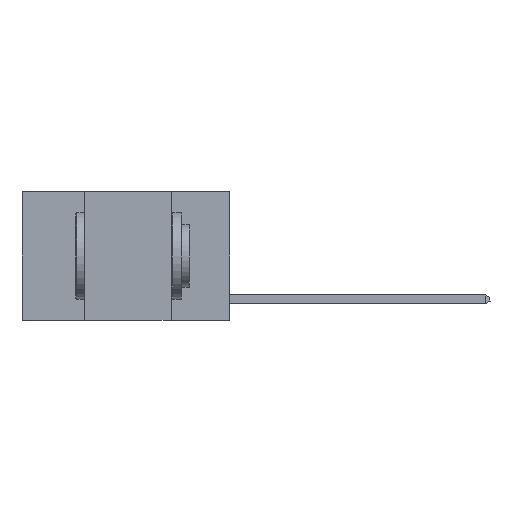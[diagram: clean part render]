
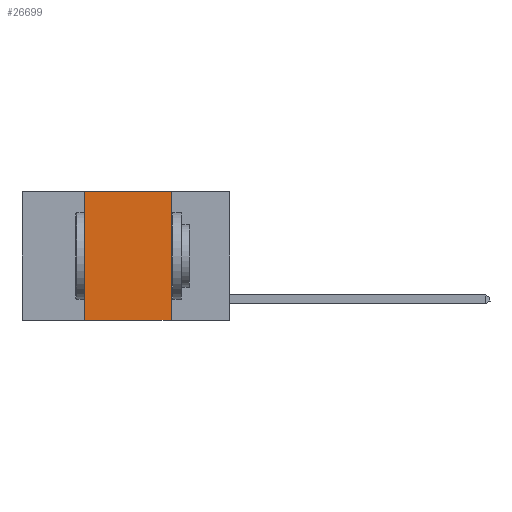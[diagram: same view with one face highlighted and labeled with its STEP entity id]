
A CAD part, left-side view. The second image highlights one B-rep face of the part: STEP entity #26699.
In plain terms, the highlighted planar face has unit normal (-1, 0, 0).
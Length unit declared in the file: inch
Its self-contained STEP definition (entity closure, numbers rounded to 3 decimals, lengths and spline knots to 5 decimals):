
#781 = ORIENTED_EDGE ( 'NONE', *, *, #25478, .F. ) ;
#1468 = DIRECTION ( 'NONE',  ( 0., -1., 0. ) ) ;
#2167 = CARTESIAN_POINT ( 'NONE',  ( 0., 0.6, -0.37 ) ) ;
#2849 = EDGE_CURVE ( 'NONE', #13542, #18440, #23127, .T. ) ;
#4968 = FACE_OUTER_BOUND ( 'NONE', #20227, .T. ) ;
#7306 = CARTESIAN_POINT ( 'NONE',  ( 0., 0.42, 0. ) ) ;
#8535 = CARTESIAN_POINT ( 'NONE',  ( 0., 0.17, 0. ) ) ;
#9088 = DIRECTION ( 'NONE',  ( 0., 0., -1. ) ) ;
#9720 = CARTESIAN_POINT ( 'NONE',  ( 0., 0.17, 0. ) ) ;
#11050 = DIRECTION ( 'NONE',  ( 1., 0., 0. ) ) ;
#11982 = ORIENTED_EDGE ( 'NONE', *, *, #2849, .F. ) ;
#12109 = CARTESIAN_POINT ( 'NONE',  ( 0., 0.42, -0.37 ) ) ;
#12637 = VECTOR ( 'NONE', #19244, 39.37008 ) ;
#12696 = AXIS2_PLACEMENT_3D ( 'NONE', #15575, #11050, #9088 ) ;
#13542 = VERTEX_POINT ( 'NONE', #12109 ) ;
#14230 = EDGE_CURVE ( 'NONE', #13542, #20460, #16776, .T. ) ;
#15575 = CARTESIAN_POINT ( 'NONE',  ( 0., 0.6, 0. ) ) ;
#16776 = LINE ( 'NONE', #2167, #12637 ) ;
#16800 = ORIENTED_EDGE ( 'NONE', *, *, #14230, .T. ) ;
#17204 = VECTOR ( 'NONE', #25374, 39.37008 ) ;
#18440 = VERTEX_POINT ( 'NONE', #7306 ) ;
#19019 = LINE ( 'NONE', #8535, #23052 ) ;
#19244 = DIRECTION ( 'NONE',  ( 0., -1., 0. ) ) ;
#19719 = PLANE ( 'NONE',  #12696 ) ;
#19830 = EDGE_CURVE ( 'NONE', #21664, #20460, #19019, .T. ) ;
#20227 = EDGE_LOOP ( 'NONE', ( #23910, #781, #11982, #16800 ) ) ;
#20460 = VERTEX_POINT ( 'NONE', #25364 ) ;
#21664 = VERTEX_POINT ( 'NONE', #9720 ) ;
#22988 = CARTESIAN_POINT ( 'NONE',  ( 0., 0.42, 0. ) ) ;
#23052 = VECTOR ( 'NONE', #27058, 39.37008 ) ;
#23127 = LINE ( 'NONE', #22988, #17204 ) ;
#23910 = ORIENTED_EDGE ( 'NONE', *, *, #19830, .F. ) ;
#24780 = CARTESIAN_POINT ( 'NONE',  ( 0., 0.6, 0. ) ) ;
#24919 = LINE ( 'NONE', #24780, #27278 ) ;
#25364 = CARTESIAN_POINT ( 'NONE',  ( 0., 0.17, -0.37 ) ) ;
#25374 = DIRECTION ( 'NONE',  ( 0., 0., 1. ) ) ;
#25478 = EDGE_CURVE ( 'NONE', #18440, #21664, #24919, .T. ) ;
#26699 = ADVANCED_FACE ( 'NONE', ( #4968 ), #19719, .F. ) ;
#27058 = DIRECTION ( 'NONE',  ( 0., 0., -1. ) ) ;
#27278 = VECTOR ( 'NONE', #1468, 39.37008 ) ;
